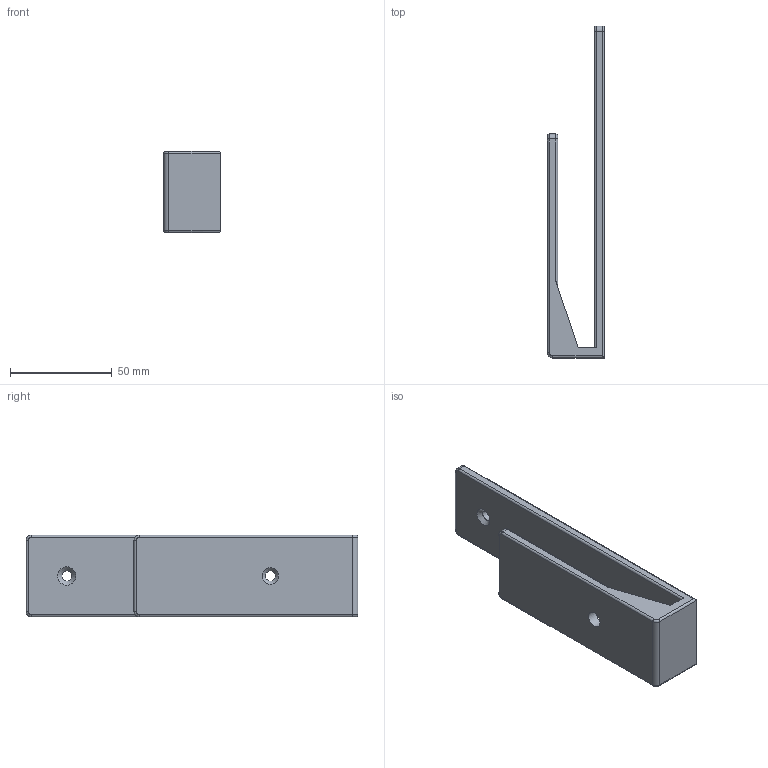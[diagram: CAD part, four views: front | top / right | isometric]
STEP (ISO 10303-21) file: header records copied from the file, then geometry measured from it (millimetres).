
FILE_DESCRIPTION(/* description */ ('Alibre Inc.'),/* implementation_level */ '2;1');
FILE_NAME(/* name */ 'export-0CF59C42-E4CF-447B-A5A2-D8E5D93A948B',/* time_stamp */ '2024-07-09T18:33:54-04:00',/* author */ (''),/* organization */ (''),/* preprocessor_version */ 'ST-DEVELOPER v17',/* originating_system */ 'Alibre',/* authorisation */ '');
FILE_SCHEMA (('CONFIG_CONTROL_DESIGN'));
Length unit declared in the file: centimetre
Bounding box: 28 x 163 x 40 mm (x, y, z)
Volume: 63332.3 mm3; surface area: 26031.9 mm2
Topology: 1 solids, 1 shells, 45 faces, 106 edges, 63 vertices
Faces by surface type: cylinder 22, plane 11, torus 10, cone 2
Full cylindrical faces by diameter (mm): 5 x2, 8 x1
Entity records: 1332 total; most frequent: DIRECTION 223, CARTESIAN_POINT 207, ORIENTED_EDGE 200, EDGE_CURVE 100, AXIS2_PLACEMENT_3D 99, VERTEX_POINT 62, EDGE_LOOP 56, FACE_BOUND 56
